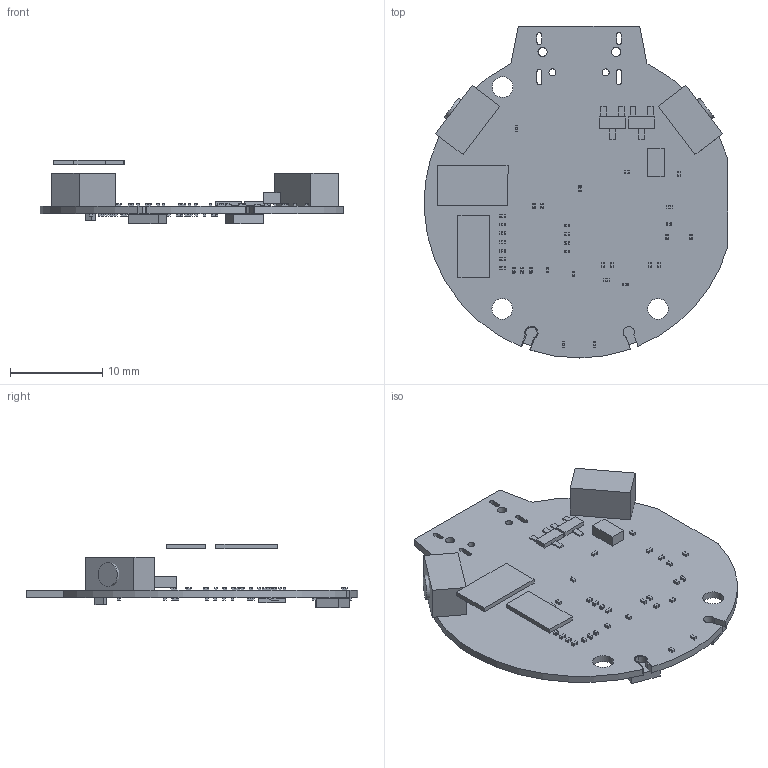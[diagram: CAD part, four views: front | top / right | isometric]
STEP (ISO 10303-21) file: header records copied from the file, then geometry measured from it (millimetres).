
FILE_DESCRIPTION(('Open CASCADE Model'),'2;1');
FILE_NAME('Open CASCADE Shape Model','2025-06-27T18:09:31',('Author'),( 'Open CASCADE'),'Open CASCADE STEP processor 6.8','Open CASCADE 6.8' ,'Unknown');
FILE_SCHEMA(('AUTOMOTIVE_DESIGN { 1 0 10303 214 1 1 1 1 }'));
Length unit declared in the file: millimetre
Products named in the file (101): PCB; Board; K1; 1095715240; Extruded; 1335662656; Cylinder; B?; 1095717960; 1335663040; MIC2; 1095719320; MIC1; 1095720544; C63; User_Library-Chip_Cap_MLCC_0201_(0603); C62; C10; C3; L6; 1095719184; P1; 1095718912; LC-Q2; 1095709664; 1095718776; LC-Q1; C61; C60; C59; C58; C57; C56; C55; C54; C52; C51; C50; C49; C47 ...
Assembly tree (166 placements, depth 4):
  PCB
    Board
    K1
      1095715240
        Extruded
      1335662656
        Cylinder
    B?
      1095717960
        Extruded
      1335663040
        Cylinder
    MIC2
      1095719320
        Extruded
    MIC1
      1095720544
        Extruded
    C63
      User_Library-Chip_Cap_MLCC_0201_(0603)
    C62
      User_Library-Chip_Cap_MLCC_0201_(0603)
    C10
      User_Library-Chip_Cap_MLCC_0201_(0603)
    C3
      User_Library-Chip_Cap_MLCC_0201_(0603)
    L6
      1095719184
        Extruded
    P1
      1095718912
        Extruded
    LC-Q2
      1095709664  x3
        Extruded
      1095718776
        Extruded
    LC-Q1
      1095709664  x3
        Extruded
      1095718776
        Extruded
    C61
      User_Library-Chip_Cap_MLCC_0201_(0603)
    C60
      User_Library-Chip_Cap_MLCC_0201_(0603)
    C59
      User_Library-Chip_Cap_MLCC_0201_(0603)
    C58
      User_Library-Chip_Cap_MLCC_0201_(0603)
    C57
      User_Library-Chip_Cap_MLCC_0201_(0603)
    C56
      User_Library-Chip_Cap_MLCC_0201_(0603)
    C55
      User_Library-Chip_Cap_MLCC_0201_(0603)
    C54
      User_Library-Chip_Cap_MLCC_0201_(0603)
    C52
      User_Library-Chip_Cap_MLCC_0201_(0603)
Bounding box: 33.01 x 36.08 x 6.9 mm (x, y, z)
Volume: 261.7 mm3; surface area: 2583.6 mm2
Topology: 81 solids, 102 shells, 2825 faces, 6657 edges, 3646 vertices
Faces by surface type: cylinder 1247, plane 1106, bspline 472
Full cylindrical faces by diameter (mm): 0.762 x2, 2.25 x3, 2.6 x2
Entity records: 18808 total; most frequent: CARTESIAN_POINT 5673, DIRECTION 2285, LINE 1131, VECTOR 1131, ORIENTED_EDGE 1074, PCURVE 1042, DEFINITIONAL_REPRESENTATION 1042, AXIS2_PLACEMENT_3D 558
